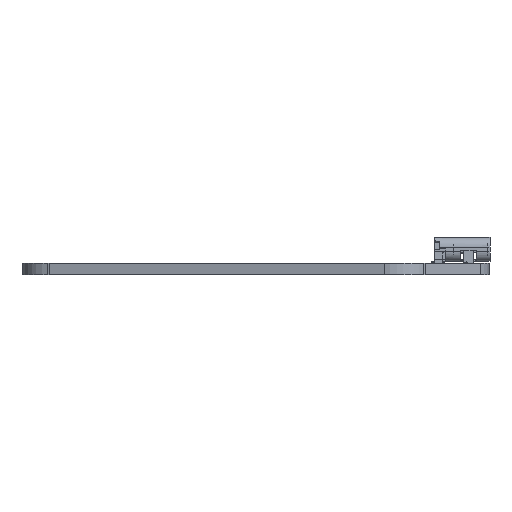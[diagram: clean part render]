
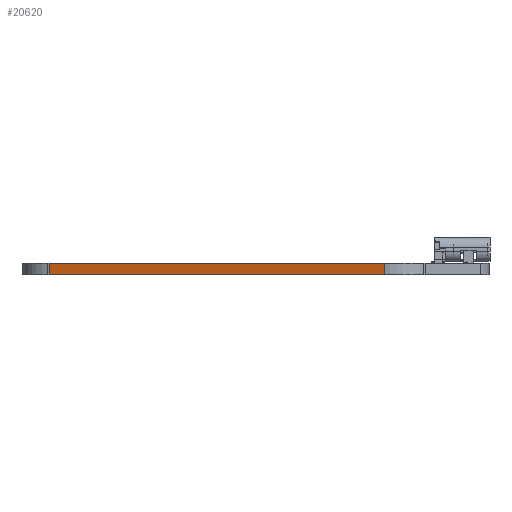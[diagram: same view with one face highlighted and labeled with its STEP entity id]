
A CAD part, left-side view. The second image highlights one B-rep face of the part: STEP entity #20620.
In plain terms, the highlighted planar face has unit normal (-0.954, 0.299, 0).
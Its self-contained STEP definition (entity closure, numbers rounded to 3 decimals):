
#19124 = VERTEX_POINT('',#19125);
#19125 = CARTESIAN_POINT('',(118.464,-64.284,0.));
#19131 = EDGE_CURVE('',#19132,#19124,#19134,.T.);
#19132 = VERTEX_POINT('',#19133);
#19133 = CARTESIAN_POINT('',(104.588,-108.575,0.));
#19134 = LINE('',#19135,#19136);
#19135 = CARTESIAN_POINT('',(104.588,-108.575,0.));
#19136 = VECTOR('',#19137,1.);
#19137 = DIRECTION('',(0.299,0.954,0.));
#19704 = VERTEX_POINT('',#19705);
#19705 = CARTESIAN_POINT('',(118.464,-64.284,1.51));
#19711 = EDGE_CURVE('',#19712,#19704,#19714,.T.);
#19712 = VERTEX_POINT('',#19713);
#19713 = CARTESIAN_POINT('',(104.588,-108.575,1.51));
#19714 = LINE('',#19715,#19716);
#19715 = CARTESIAN_POINT('',(104.588,-108.575,1.51));
#19716 = VECTOR('',#19717,1.);
#19717 = DIRECTION('',(0.299,0.954,0.));
#20590 = EDGE_CURVE('',#19124,#19704,#20591,.T.);
#20591 = LINE('',#20592,#20593);
#20592 = CARTESIAN_POINT('',(118.464,-64.284,0.));
#20593 = VECTOR('',#20594,1.);
#20594 = DIRECTION('',(0.,0.,1.));
#20620 = ADVANCED_FACE('',(#20621),#20632,.T.);
#20621 = FACE_BOUND('',#20622,.T.);
#20622 = EDGE_LOOP('',(#20623,#20629,#20630,#20631));
#20623 = ORIENTED_EDGE('',*,*,#20624,.T.);
#20624 = EDGE_CURVE('',#19132,#19712,#20625,.T.);
#20625 = LINE('',#20626,#20627);
#20626 = CARTESIAN_POINT('',(104.588,-108.575,0.));
#20627 = VECTOR('',#20628,1.);
#20628 = DIRECTION('',(0.,0.,1.));
#20629 = ORIENTED_EDGE('',*,*,#19711,.T.);
#20630 = ORIENTED_EDGE('',*,*,#20590,.F.);
#20631 = ORIENTED_EDGE('',*,*,#19131,.F.);
#20632 = PLANE('',#20633);
#20633 = AXIS2_PLACEMENT_3D('',#20634,#20635,#20636);
#20634 = CARTESIAN_POINT('',(104.588,-108.575,0.));
#20635 = DIRECTION('',(-0.954,0.299,0.));
#20636 = DIRECTION('',(0.299,0.954,0.));
